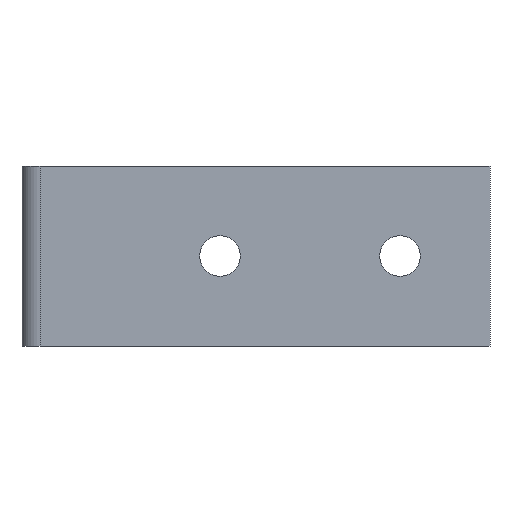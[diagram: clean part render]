
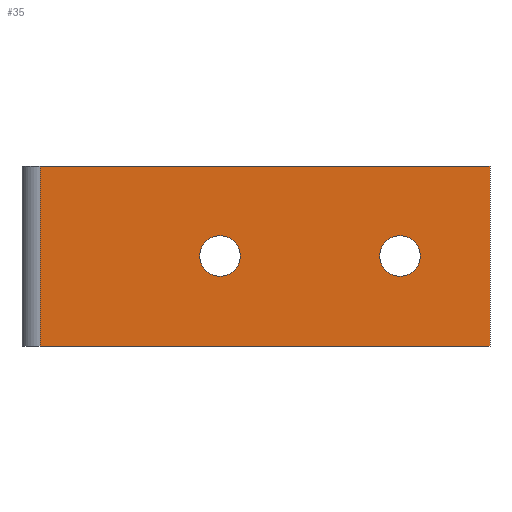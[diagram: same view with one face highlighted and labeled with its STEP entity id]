
A CAD part, front view. The second image highlights one B-rep face of the part: STEP entity #35.
In plain terms, the highlighted planar face has unit normal (0, -1, 0).
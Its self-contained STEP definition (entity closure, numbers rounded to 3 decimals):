
#9 = ORIENTED_EDGE ( 'NONE', *, *, #10, .T. ) ;
#10 = EDGE_CURVE ( 'NONE', #57, #56, #415, .T. ) ;
#11 = ORIENTED_EDGE ( 'NONE', *, *, #55, .T. ) ;
#12 = EDGE_LOOP ( 'NONE', ( #13, #17, #20, #96 ) ) ;
#13 = ORIENTED_EDGE ( 'NONE', *, *, #14, .T. ) ;
#14 = EDGE_CURVE ( 'NONE', #15, #16, #410, .T. ) ;
#15 = VERTEX_POINT ( 'NONE', #406 ) ;
#16 = VERTEX_POINT ( 'NONE', #405 ) ;
#17 = ORIENTED_EDGE ( 'NONE', *, *, #18, .F. ) ;
#18 = EDGE_CURVE ( 'NONE', #19, #16, #404, .T. ) ;
#19 = VERTEX_POINT ( 'NONE', #400 ) ;
#20 = ORIENTED_EDGE ( 'NONE', *, *, #21, .F. ) ;
#21 = EDGE_CURVE ( 'NONE', #95, #19, #399, .T. ) ;
#35 = ADVANCED_FACE ( 'NONE', ( #271, #270, #269 ), #268, .F. ) ;
#36 = EDGE_LOOP ( 'NONE', ( #9, #11 ) ) ;
#40 = EDGE_CURVE ( 'NONE', #41, #42, #256, .T. ) ;
#41 = VERTEX_POINT ( 'NONE', #348 ) ;
#42 = VERTEX_POINT ( 'NONE', #347 ) ;
#55 = EDGE_CURVE ( 'NONE', #56, #57, #324, .T. ) ;
#56 = VERTEX_POINT ( 'NONE', #320 ) ;
#57 = VERTEX_POINT ( 'NONE', #319 ) ;
#88 = ORIENTED_EDGE ( 'NONE', *, *, #94, .T. ) ;
#93 = ORIENTED_EDGE ( 'NONE', *, *, #40, .T. ) ;
#94 = EDGE_CURVE ( 'NONE', #42, #41, #377, .T. ) ;
#95 = VERTEX_POINT ( 'NONE', #373 ) ;
#96 = ORIENTED_EDGE ( 'NONE', *, *, #97, .T. ) ;
#97 = EDGE_CURVE ( 'NONE', #95, #15, #372, .T. ) ;
#98 = EDGE_LOOP ( 'NONE', ( #88, #93 ) ) ;
#256 = CIRCLE ( 'NONE', #261, 2.25 ) ;
#261 = AXIS2_PLACEMENT_3D ( 'NONE', #351, #350, #349 ) ;
#264 = DIRECTION ( 'NONE',  ( 0., 0., 1. ) ) ;
#265 = DIRECTION ( 'NONE',  ( 0., 1., 0. ) ) ;
#266 = CARTESIAN_POINT ( 'NONE',  ( 2., 0., 10. ) ) ;
#267 = AXIS2_PLACEMENT_3D ( 'NONE', #266, #265, #264 ) ;
#268 = PLANE ( 'NONE',  #267 ) ;
#269 = FACE_BOUND ( 'NONE', #98, .T. ) ;
#270 = FACE_OUTER_BOUND ( 'NONE', #12, .T. ) ;
#271 = FACE_BOUND ( 'NONE', #36, .T. ) ;
#319 = CARTESIAN_POINT ( 'NONE',  ( 39.75, 0., 0. ) ) ;
#320 = CARTESIAN_POINT ( 'NONE',  ( 44.25, 0., 0. ) ) ;
#321 = DIRECTION ( 'NONE',  ( 0., 0., 1. ) ) ;
#322 = DIRECTION ( 'NONE',  ( 0., 1., 0. ) ) ;
#323 = AXIS2_PLACEMENT_3D ( 'NONE', #330, #322, #321 ) ;
#324 = CIRCLE ( 'NONE', #323, 2.25 ) ;
#330 = CARTESIAN_POINT ( 'NONE',  ( 42., 0., 0. ) ) ;
#347 = CARTESIAN_POINT ( 'NONE',  ( 19.75, 0., 0. ) ) ;
#348 = CARTESIAN_POINT ( 'NONE',  ( 24.25, 0., 0. ) ) ;
#349 = DIRECTION ( 'NONE',  ( 0., 0., 1. ) ) ;
#350 = DIRECTION ( 'NONE',  ( 0., 1., 0. ) ) ;
#351 = CARTESIAN_POINT ( 'NONE',  ( 22., 0., 0. ) ) ;
#369 = DIRECTION ( 'NONE',  ( 0., 0., -1. ) ) ;
#370 = VECTOR ( 'NONE', #369, 1000. ) ;
#371 = CARTESIAN_POINT ( 'NONE',  ( 2., 0., 10. ) ) ;
#372 = LINE ( 'NONE', #371, #370 ) ;
#373 = CARTESIAN_POINT ( 'NONE',  ( 2., 0., 10. ) ) ;
#374 = DIRECTION ( 'NONE',  ( 0., 0., 1. ) ) ;
#375 = DIRECTION ( 'NONE',  ( 0., 1., 0. ) ) ;
#376 = AXIS2_PLACEMENT_3D ( 'NONE', #382, #375, #374 ) ;
#377 = CIRCLE ( 'NONE', #376, 2.25 ) ;
#382 = CARTESIAN_POINT ( 'NONE',  ( 22., 0., 0. ) ) ;
#396 = DIRECTION ( 'NONE',  ( 1., 0., 0. ) ) ;
#397 = VECTOR ( 'NONE', #396, 1000. ) ;
#398 = CARTESIAN_POINT ( 'NONE',  ( 2., 0., 10. ) ) ;
#399 = LINE ( 'NONE', #398, #397 ) ;
#400 = CARTESIAN_POINT ( 'NONE',  ( 52., 0., 10. ) ) ;
#401 = DIRECTION ( 'NONE',  ( 0., 0., -1. ) ) ;
#402 = VECTOR ( 'NONE', #401, 1000. ) ;
#403 = CARTESIAN_POINT ( 'NONE',  ( 52., 0., 10. ) ) ;
#404 = LINE ( 'NONE', #403, #402 ) ;
#405 = CARTESIAN_POINT ( 'NONE',  ( 52., 0., -10. ) ) ;
#406 = CARTESIAN_POINT ( 'NONE',  ( 2., 0., -10. ) ) ;
#407 = DIRECTION ( 'NONE',  ( 1., 0., 0. ) ) ;
#408 = VECTOR ( 'NONE', #407, 1000. ) ;
#409 = CARTESIAN_POINT ( 'NONE',  ( 2., 0., -10. ) ) ;
#410 = LINE ( 'NONE', #409, #408 ) ;
#411 = DIRECTION ( 'NONE',  ( 0., 0., 1. ) ) ;
#412 = DIRECTION ( 'NONE',  ( 0., 1., 0. ) ) ;
#413 = CARTESIAN_POINT ( 'NONE',  ( 42., 0., 0. ) ) ;
#414 = AXIS2_PLACEMENT_3D ( 'NONE', #413, #412, #411 ) ;
#415 = CIRCLE ( 'NONE', #414, 2.25 ) ;
